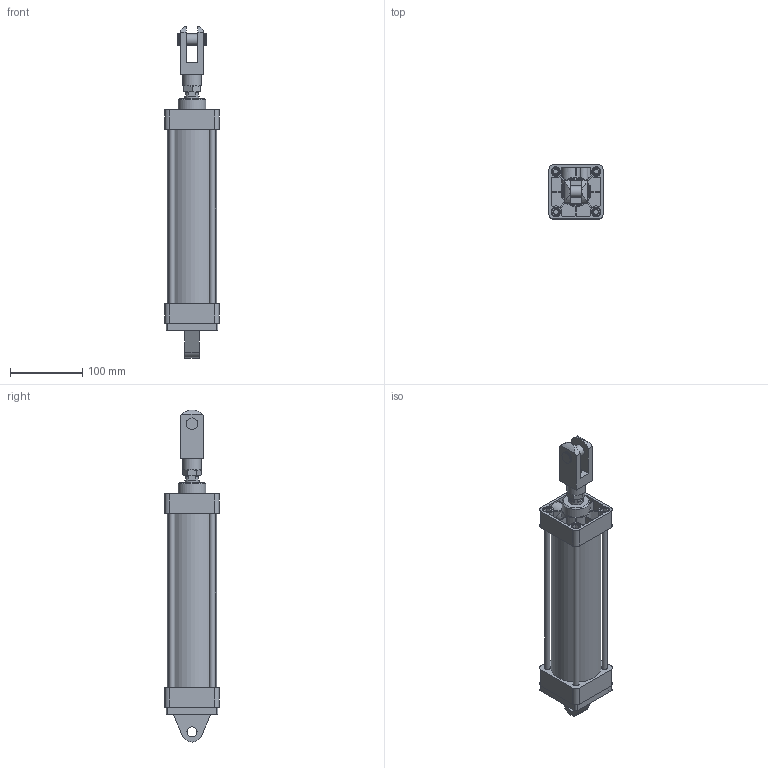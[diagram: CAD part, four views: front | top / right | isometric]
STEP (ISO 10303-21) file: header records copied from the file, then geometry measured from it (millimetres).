
FILE_DESCRIPTION( ( 'STEP AP203' ), '1' );
FILE_NAME( 'TBC63X200-0-CA-YJ(0).stp', '2021-09-27T05:43:10', ( 'License CC BY-ND 4.0' ), ( 'CADENAS' ), ' ', 'PARTsolutions', ' ' );
FILE_SCHEMA( ( 'CONFIG_CONTROL_DESIGN' ) );
Length unit declared in the file: millimetre
Products named in the file (5): TBC63X200-0-CA-YJ(0); _ TB C 200  63 ; _ TB C  200 10 63_rod; _FJ-M16x1.5YJ; _FJ-TBC63CA
Assembly tree (4 placements, depth 2):
  TBC63X200-0-CA-YJ(0)
    _ TB C 200  63 
    _ TB C  200 10 63_rod
    _FJ-M16x1.5YJ
    _FJ-TBC63CA
Bounding box: 75 x 75 x 460 mm (x, y, z)
Volume: 734590.7 mm3; surface area: 273468.8 mm2
Topology: 4 solids, 6 shells, 414 faces, 989 edges, 654 vertices
Faces by surface type: plane 254, cylinder 128, cone 22, torus 10
Full cylindrical faces by diameter (mm): 6.647 x8, 8 x6, 8.5 x8, 9 x4, 10 x2, 12 x8, 13 x8, 13.5 x4, 14 x1, 14.376 x1, 15 x2, 16 x6, 20 x2, 25.6 x1, 38 x1, 41 x2, 63 x2, 69 x1
Entity records: 12146 total; most frequent: CARTESIAN_POINT 2537, DIRECTION 1994, ORIENTED_EDGE 1776, EDGE_CURVE 888, AXIS2_PLACEMENT_3D 745, VERTEX_POINT 636, EDGE_LOOP 590, LINE 504
